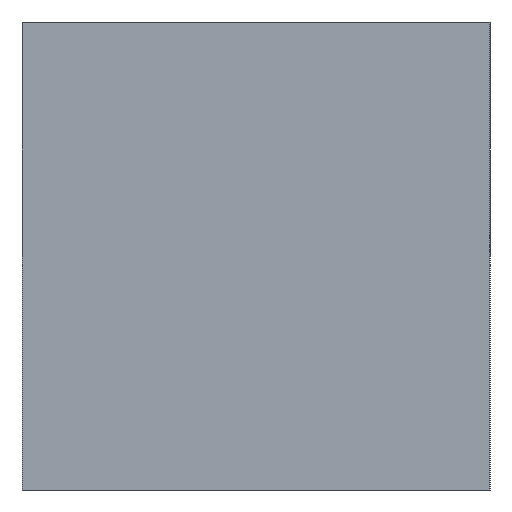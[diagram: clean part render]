
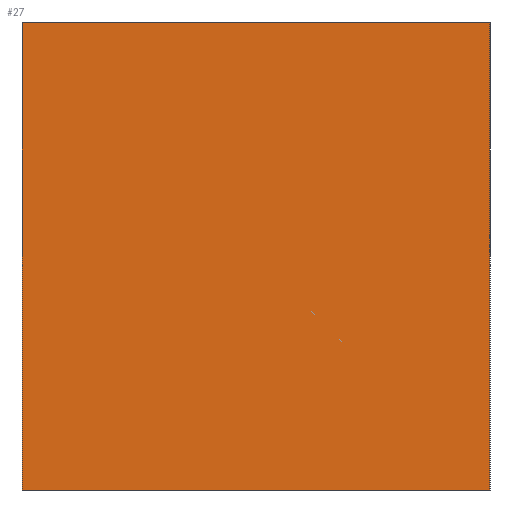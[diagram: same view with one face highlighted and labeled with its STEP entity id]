
A CAD part, left-side view. The second image highlights one B-rep face of the part: STEP entity #27.
In plain terms, the highlighted planar face has unit normal (-1, 0, 0).
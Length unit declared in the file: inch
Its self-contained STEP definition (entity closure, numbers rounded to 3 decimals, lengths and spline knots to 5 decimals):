
#1 = ORIENTED_EDGE ( 'NONE', *, *, #78, .F. ) ;
#2 = CARTESIAN_POINT ( 'NONE',  ( 0., 1.5, 0. ) ) ;
#22 = VERTEX_POINT ( 'NONE', #56 ) ;
#23 = CARTESIAN_POINT ( 'NONE',  ( 0., 0., 0. ) ) ;
#27 = ADVANCED_FACE ( 'NONE', ( #160 ), #99, .T. ) ;
#30 = ORIENTED_EDGE ( 'NONE', *, *, #115, .F. ) ;
#41 = LINE ( 'NONE', #2, #110 ) ;
#45 = LINE ( 'NONE', #106, #83 ) ;
#49 = DIRECTION ( 'NONE',  ( -1., 0., 0. ) ) ;
#53 = CARTESIAN_POINT ( 'NONE',  ( 0., 0., -1.5 ) ) ;
#56 = CARTESIAN_POINT ( 'NONE',  ( 0., 1.5, -1.5 ) ) ;
#60 = ORIENTED_EDGE ( 'NONE', *, *, #151, .F. ) ;
#78 = EDGE_CURVE ( 'NONE', #171, #22, #45, .T. ) ;
#79 = CARTESIAN_POINT ( 'NONE',  ( 0., 0., 0. ) ) ;
#82 = DIRECTION ( 'NONE',  ( 0., 0., -1. ) ) ;
#83 = VECTOR ( 'NONE', #168, 39.37008 ) ;
#84 = CARTESIAN_POINT ( 'NONE',  ( 0., 0., 0. ) ) ;
#95 = AXIS2_PLACEMENT_3D ( 'NONE', #79, #49, #161 ) ;
#96 = LINE ( 'NONE', #119, #163 ) ;
#99 = PLANE ( 'NONE',  #95 ) ;
#105 = VECTOR ( 'NONE', #179, 39.37008 ) ;
#106 = CARTESIAN_POINT ( 'NONE',  ( 0., 0., -1.5 ) ) ;
#110 = VECTOR ( 'NONE', #182, 39.37008 ) ;
#115 = EDGE_CURVE ( 'NONE', #22, #129, #41, .T. ) ;
#119 = CARTESIAN_POINT ( 'NONE',  ( 0., 0., 0. ) ) ;
#129 = VERTEX_POINT ( 'NONE', #211 ) ;
#130 = EDGE_CURVE ( 'NONE', #129, #191, #169, .T. ) ;
#151 = EDGE_CURVE ( 'NONE', #191, #171, #96, .T. ) ;
#160 = FACE_OUTER_BOUND ( 'NONE', #186, .T. ) ;
#161 = DIRECTION ( 'NONE',  ( 0., 0., 1. ) ) ;
#163 = VECTOR ( 'NONE', #82, 39.37008 ) ;
#168 = DIRECTION ( 'NONE',  ( 0., 1., 0. ) ) ;
#169 = LINE ( 'NONE', #23, #105 ) ;
#171 = VERTEX_POINT ( 'NONE', #53 ) ;
#179 = DIRECTION ( 'NONE',  ( 0., -1., 0. ) ) ;
#182 = DIRECTION ( 'NONE',  ( 0., 0., 1. ) ) ;
#186 = EDGE_LOOP ( 'NONE', ( #192, #30, #1, #60 ) ) ;
#191 = VERTEX_POINT ( 'NONE', #84 ) ;
#192 = ORIENTED_EDGE ( 'NONE', *, *, #130, .F. ) ;
#211 = CARTESIAN_POINT ( 'NONE',  ( 0., 1.5, 0. ) ) ;
